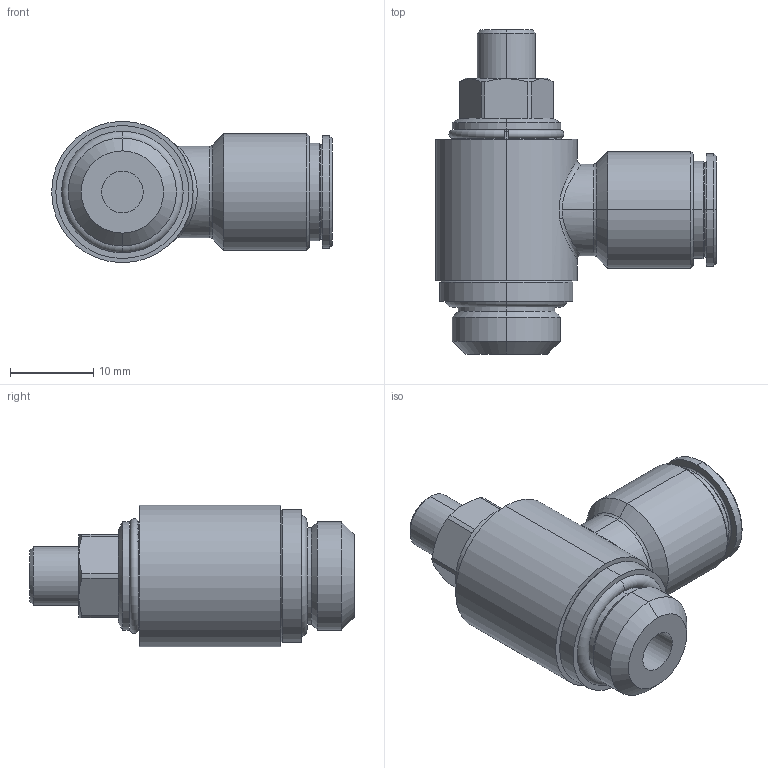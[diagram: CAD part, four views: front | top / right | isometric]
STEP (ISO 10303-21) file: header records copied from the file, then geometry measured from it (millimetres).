
FILE_DESCRIPTION(( 'VX.18.08.14B.STEP' ), '1');
FILE_NAME( 'VX.18.08.14B.STEP', '2018-10-10T08:54:27',( 'Sopra'),('sopra-pneumatic.com'), 'SwSTEP 2.0','SolidWorks 2009','' );
FILE_SCHEMA (( 'CONFIG_CONTROL_DESIGN' ));
Length unit declared in the file: millimetre
Products named in the file (1): X4080B42
Bounding box: 33.75 x 39.01 x 17 mm (x, y, z)
Volume: 7390.5 mm3; surface area: 3668.7 mm2
Topology: 1 solids, 3 shells, 117 faces, 248 edges, 147 vertices
Faces by surface type: cylinder 41, plane 41, cone 24, torus 9, bspline 2
Entity records: 3706 total; most frequent: CARTESIAN_POINT 1092, DIRECTION 573, ORIENTED_EDGE 492, EDGE_CURVE 246, AXIS2_PLACEMENT_3D 238, VERTEX_POINT 147, EDGE_LOOP 129, CIRCLE 122
